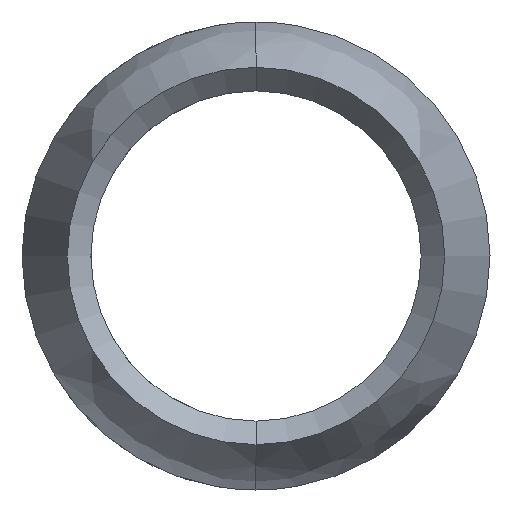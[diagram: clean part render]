
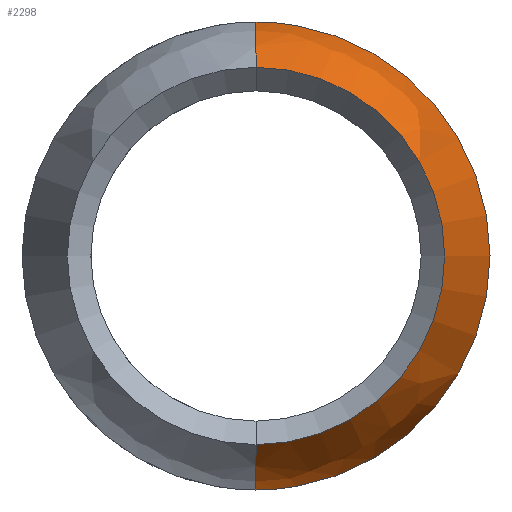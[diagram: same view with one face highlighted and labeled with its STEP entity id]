
A CAD part, front view. The second image highlights one B-rep face of the part: STEP entity #2298.
In plain terms, the highlighted free-form (B-spline) face has degree [3, 3] with [4, 4] control points.
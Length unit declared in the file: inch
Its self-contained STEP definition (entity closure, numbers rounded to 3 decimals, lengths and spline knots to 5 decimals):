
#151 = CARTESIAN_POINT ( 'NONE',  ( 0., 0., 0. ) ) ;
#212 = ORIENTED_EDGE ( 'NONE', *, *, #11213, .T. ) ;
#329 = DIRECTION ( 'NONE',  ( 1., 0., 0. ) ) ;
#542 = CARTESIAN_POINT ( 'NONE',  ( 1.07471, -0.12684, -0.51005 ) ) ;
#672 = CARTESIAN_POINT ( 'NONE',  ( 0.06767, -0.00799, 0.62127 ) ) ;
#1359 = CARTESIAN_POINT ( 'NONE',  ( 0.03629, -0.06814, -0.62127 ) ) ;
#1490 = CARTESIAN_POINT ( 'NONE',  ( 0., -1.08217, -0.51005 ) ) ;
#1608 = CARTESIAN_POINT ( 'NONE',  ( 0., -0.375, -0.5 ) ) ;
#1752 = EDGE_LOOP ( 'NONE', ( #6589, #8561, #2026, #212 ) ) ;
#1975 = EDGE_CURVE ( 'NONE', #6798, #4002, #5674, .T. ) ;
#2026 = ORIENTED_EDGE ( 'NONE', *, *, #9296, .T. ) ;
#2077 = CIRCLE ( 'NONE', #3915, 0.5 ) ;
#2298 = ADVANCED_FACE ( 'NONE', ( #12042 ), #2636, .T. ) ;
#2390 = DIRECTION ( 'NONE',  ( 1., 0., 0. ) ) ;
#2527 = CARTESIAN_POINT ( 'NONE',  ( 0., 0., 0. ) ) ;
#2618 = CARTESIAN_POINT ( 'NONE',  ( 1.07471, -0.12684, 0.51005 ) ) ;
#2636 =( BOUNDED_SURFACE ( )  B_SPLINE_SURFACE ( 3, 3, ( 
 ( #11096, #5502, #9341, #672 ),
 ( #4546, #6321, #10163, #2618 ),
 ( #1490, #5377, #9217, #542 ),
 ( #4418, #1359, #3647, #8701 ) ),
 .UNSPECIFIED., .F., .F., .T. ) 
 B_SPLINE_SURFACE_WITH_KNOTS ( ( 4, 4 ),
 ( 4, 4 ),
 ( 0., 1. ),
 ( 0., 1. ),
 .UNSPECIFIED. ) 
 GEOMETRIC_REPRESENTATION_ITEM ( )  RATIONAL_B_SPLINE_SURFACE ( (
 ( 1., 0.832, 0.832, 1.),
 ( 0.406, 0.338, 0.338, 0.406),
 ( 0.406, 0.338, 0.338, 0.406),
 ( 1., 0.832, 0.832, 1.) ) ) 
 REPRESENTATION_ITEM ( '' )  SURFACE ( )  );
#3237 = DIRECTION ( 'NONE',  ( 0., 1., 0. ) ) ;
#3357 = CARTESIAN_POINT ( 'NONE',  ( 0., -0.0789, 0. ) ) ;
#3590 = CARTESIAN_POINT ( 'NONE',  ( 0., -0.375, 0.5 ) ) ;
#3608 = DIRECTION ( 'NONE',  ( 0., 0., 1. ) ) ;
#3647 = CARTESIAN_POINT ( 'NONE',  ( 0.06342, -0.04403, -0.62127 ) ) ;
#3915 = AXIS2_PLACEMENT_3D ( 'NONE', #8036, #3237, #10930 ) ;
#4002 = VERTEX_POINT ( 'NONE', #3590 ) ;
#4418 = CARTESIAN_POINT ( 'NONE',  ( 0., -0.06814, -0.62127 ) ) ;
#4546 = CARTESIAN_POINT ( 'NONE',  ( 0., -1.08217, 0.51005 ) ) ;
#5229 = CARTESIAN_POINT ( 'NONE',  ( 0., -0.0789, 0.62 ) ) ;
#5328 = CIRCLE ( 'NONE', #6334, 0.625 ) ;
#5377 = CARTESIAN_POINT ( 'NONE',  ( 0.57637, -1.08217, -0.51005 ) ) ;
#5502 = CARTESIAN_POINT ( 'NONE',  ( 0.03629, -0.06814, 0.62127 ) ) ;
#5674 = CIRCLE ( 'NONE', #8469, 0.625 ) ;
#5819 = CARTESIAN_POINT ( 'NONE',  ( 0., -0.0789, -0.62 ) ) ;
#6148 = AXIS2_PLACEMENT_3D ( 'NONE', #3357, #11103, #7210 ) ;
#6321 = CARTESIAN_POINT ( 'NONE',  ( 0.57637, -1.08217, 0.51005 ) ) ;
#6334 = AXIS2_PLACEMENT_3D ( 'NONE', #151, #329, #8113 ) ;
#6589 = ORIENTED_EDGE ( 'NONE', *, *, #1975, .T. ) ;
#6798 = VERTEX_POINT ( 'NONE', #5229 ) ;
#7210 = DIRECTION ( 'NONE',  ( 0., 0., -1. ) ) ;
#8036 = CARTESIAN_POINT ( 'NONE',  ( 0., -0.375, 0. ) ) ;
#8113 = DIRECTION ( 'NONE',  ( 0., 0., 1. ) ) ;
#8156 = CIRCLE ( 'NONE', #6148, 0.62 ) ;
#8469 = AXIS2_PLACEMENT_3D ( 'NONE', #2527, #2390, #3608 ) ;
#8561 = ORIENTED_EDGE ( 'NONE', *, *, #9761, .T. ) ;
#8701 = CARTESIAN_POINT ( 'NONE',  ( 0.06767, -0.00799, -0.62127 ) ) ;
#9217 = CARTESIAN_POINT ( 'NONE',  ( 1.00716, -0.69924, -0.51005 ) ) ;
#9296 = EDGE_CURVE ( 'NONE', #10219, #10432, #5328, .T. ) ;
#9341 = CARTESIAN_POINT ( 'NONE',  ( 0.06342, -0.04403, 0.62127 ) ) ;
#9761 = EDGE_CURVE ( 'NONE', #4002, #10219, #2077, .T. ) ;
#10163 = CARTESIAN_POINT ( 'NONE',  ( 1.00716, -0.69924, 0.51005 ) ) ;
#10219 = VERTEX_POINT ( 'NONE', #1608 ) ;
#10432 = VERTEX_POINT ( 'NONE', #5819 ) ;
#10930 = DIRECTION ( 'NONE',  ( 0., 0., -1. ) ) ;
#11096 = CARTESIAN_POINT ( 'NONE',  ( 0., -0.06814, 0.62127 ) ) ;
#11103 = DIRECTION ( 'NONE',  ( 0., -1., 0. ) ) ;
#11213 = EDGE_CURVE ( 'NONE', #10432, #6798, #8156, .T. ) ;
#12042 = FACE_OUTER_BOUND ( 'NONE', #1752, .T. ) ;
